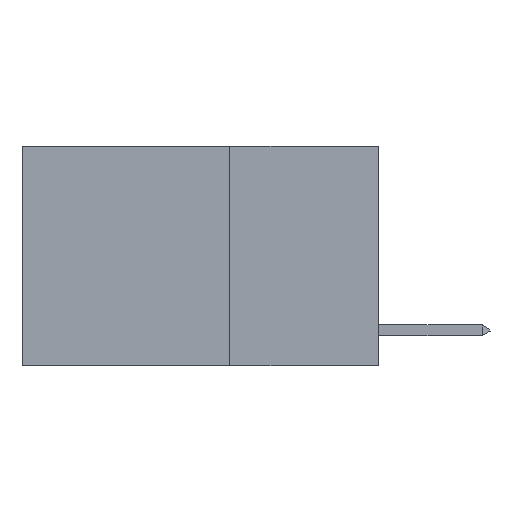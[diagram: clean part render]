
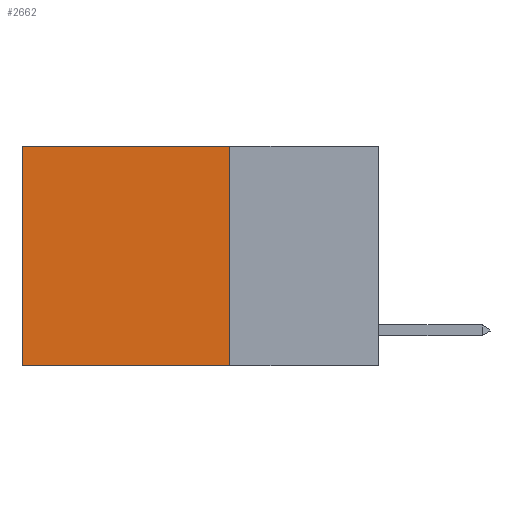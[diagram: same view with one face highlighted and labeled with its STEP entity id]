
A CAD part, left-side view. The second image highlights one B-rep face of the part: STEP entity #2662.
In plain terms, the highlighted planar face has unit normal (-1, 0, 0).
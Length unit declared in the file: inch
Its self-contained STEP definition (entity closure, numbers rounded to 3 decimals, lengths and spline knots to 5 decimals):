
#77 = CARTESIAN_POINT ( 'NONE',  ( 0.2625, 0.25, 0. ) ) ;
#94 = VECTOR ( 'NONE', #7539, 39.37008 ) ;
#435 = CARTESIAN_POINT ( 'NONE',  ( 0.2625, 0.6, 0. ) ) ;
#699 = FACE_OUTER_BOUND ( 'NONE', #10094, .T. ) ;
#757 = ORIENTED_EDGE ( 'NONE', *, *, #7278, .F. ) ;
#1694 = LINE ( 'NONE', #10005, #8818 ) ;
#1914 = VECTOR ( 'NONE', #9436, 39.37008 ) ;
#2148 = ORIENTED_EDGE ( 'NONE', *, *, #12102, .T. ) ;
#2662 = ADVANCED_FACE ( 'NONE', ( #699 ), #2835, .F. ) ;
#2674 = EDGE_CURVE ( 'NONE', #5908, #2733, #7540, .T. ) ;
#2733 = VERTEX_POINT ( 'NONE', #11230 ) ;
#2835 = PLANE ( 'NONE',  #7556 ) ;
#2974 = CARTESIAN_POINT ( 'NONE',  ( 0.2625, 0.25, -0.37 ) ) ;
#3839 = EDGE_CURVE ( 'NONE', #5908, #8824, #1694, .T. ) ;
#3841 = CARTESIAN_POINT ( 'NONE',  ( 0.2625, 0.25, 0. ) ) ;
#4413 = LINE ( 'NONE', #2974, #1914 ) ;
#4749 = DIRECTION ( 'NONE',  ( 1., 0., 0. ) ) ;
#5367 = DIRECTION ( 'NONE',  ( 0., 1., 0. ) ) ;
#5908 = VERTEX_POINT ( 'NONE', #8923 ) ;
#6963 = VECTOR ( 'NONE', #7921, 39.37008 ) ;
#7278 = EDGE_CURVE ( 'NONE', #2733, #10958, #4413, .T. ) ;
#7539 = DIRECTION ( 'NONE',  ( 0., 0., -1. ) ) ;
#7540 = LINE ( 'NONE', #77, #94 ) ;
#7556 = AXIS2_PLACEMENT_3D ( 'NONE', #3841, #4749, #11267 ) ;
#7921 = DIRECTION ( 'NONE',  ( 0., 0., -1. ) ) ;
#8818 = VECTOR ( 'NONE', #5367, 39.37008 ) ;
#8824 = VERTEX_POINT ( 'NONE', #10028 ) ;
#8923 = CARTESIAN_POINT ( 'NONE',  ( 0.2625, 0.25, 0. ) ) ;
#9436 = DIRECTION ( 'NONE',  ( 0., 1., 0. ) ) ;
#10005 = CARTESIAN_POINT ( 'NONE',  ( 0.2625, 0.25, 0. ) ) ;
#10028 = CARTESIAN_POINT ( 'NONE',  ( 0.2625, 0.6, 0. ) ) ;
#10094 = EDGE_LOOP ( 'NONE', ( #2148, #757, #11657, #11952 ) ) ;
#10958 = VERTEX_POINT ( 'NONE', #11770 ) ;
#11230 = CARTESIAN_POINT ( 'NONE',  ( 0.2625, 0.25, -0.37 ) ) ;
#11267 = DIRECTION ( 'NONE',  ( 0., 0., -1. ) ) ;
#11657 = ORIENTED_EDGE ( 'NONE', *, *, #2674, .F. ) ;
#11770 = CARTESIAN_POINT ( 'NONE',  ( 0.2625, 0.6, -0.37 ) ) ;
#11952 = ORIENTED_EDGE ( 'NONE', *, *, #3839, .T. ) ;
#11961 = LINE ( 'NONE', #435, #6963 ) ;
#12102 = EDGE_CURVE ( 'NONE', #8824, #10958, #11961, .T. ) ;
